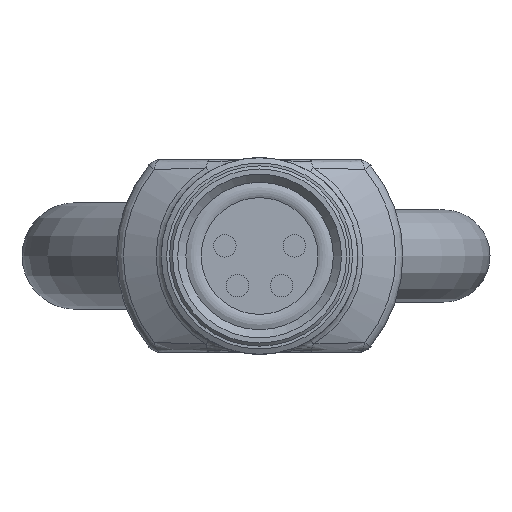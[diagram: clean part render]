
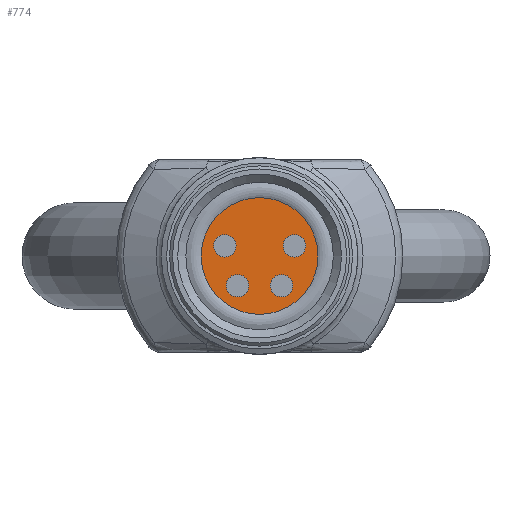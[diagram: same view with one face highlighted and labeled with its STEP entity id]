
A CAD part, left-side view. The second image highlights one B-rep face of the part: STEP entity #774.
In plain terms, the highlighted planar face has unit normal (-1, 0, 0).
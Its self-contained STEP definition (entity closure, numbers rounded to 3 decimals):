
#774=ADVANCED_FACE('',(#1627,#1628,#1629,#1630,#1631),#864,.F.);
#864=PLANE('',#5277);
#1627=FACE_BOUND('',#1945,.T.);
#1628=FACE_BOUND('',#1946,.T.);
#1629=FACE_BOUND('',#1947,.T.);
#1630=FACE_BOUND('',#1948,.T.);
#1631=FACE_BOUND('',#1949,.T.);
#1945=EDGE_LOOP('',(#3221));
#1946=EDGE_LOOP('',(#3222));
#1947=EDGE_LOOP('',(#3223));
#1948=EDGE_LOOP('',(#3224));
#1949=EDGE_LOOP('',(#3225));
#3221=ORIENTED_EDGE('',*,*,#4405,.F.);
#3222=ORIENTED_EDGE('',*,*,#4404,.F.);
#3223=ORIENTED_EDGE('',*,*,#4403,.F.);
#3224=ORIENTED_EDGE('',*,*,#4402,.F.);
#3225=ORIENTED_EDGE('',*,*,#4406,.F.);
#3738=VERTEX_POINT('',#11083);
#3739=VERTEX_POINT('',#11086);
#3740=VERTEX_POINT('',#11089);
#3741=VERTEX_POINT('',#11092);
#3742=VERTEX_POINT('',#11095);
#4402=EDGE_CURVE('',#3738,#3738,#4746,.T.);
#4403=EDGE_CURVE('',#3739,#3739,#4747,.T.);
#4404=EDGE_CURVE('',#3740,#3740,#4748,.T.);
#4405=EDGE_CURVE('',#3741,#3741,#4749,.T.);
#4406=EDGE_CURVE('',#3742,#3742,#4750,.T.);
#4746=CIRCLE('',#5268,0.55);
#4747=CIRCLE('',#5270,0.55);
#4748=CIRCLE('',#5272,0.55);
#4749=CIRCLE('',#5274,0.55);
#4750=CIRCLE('',#5276,2.85);
#5268=AXIS2_PLACEMENT_3D('',#11082,#6582,#6583);
#5270=AXIS2_PLACEMENT_3D('',#11085,#6586,#6587);
#5272=AXIS2_PLACEMENT_3D('',#11088,#6590,#6591);
#5274=AXIS2_PLACEMENT_3D('',#11091,#6594,#6595);
#5276=AXIS2_PLACEMENT_3D('',#11094,#6598,#6599);
#5277=AXIS2_PLACEMENT_3D('',#11096,#6600,#6601);
#6582=DIRECTION('',(-1.,0.,0.));
#6583=DIRECTION('',(0.,1.,0.));
#6586=DIRECTION('',(-1.,0.,0.));
#6587=DIRECTION('',(0.,1.,0.));
#6590=DIRECTION('',(-1.,0.,0.));
#6591=DIRECTION('',(0.,1.,0.));
#6594=DIRECTION('',(-1.,0.,0.));
#6595=DIRECTION('',(0.,1.,0.));
#6598=DIRECTION('',(1.,0.,0.));
#6599=DIRECTION('',(0.,0.,-1.));
#6600=DIRECTION('',(1.,0.,0.));
#6601=DIRECTION('',(0.,0.,1.));
#11082=CARTESIAN_POINT('',(-7.2,1.075,-1.45));
#11083=CARTESIAN_POINT('',(-7.2,1.625,-1.45));
#11085=CARTESIAN_POINT('',(-7.2,-1.075,-1.45));
#11086=CARTESIAN_POINT('',(-7.2,-0.525,-1.45));
#11088=CARTESIAN_POINT('',(-7.2,-1.7,0.5));
#11089=CARTESIAN_POINT('',(-7.2,-1.15,0.5));
#11091=CARTESIAN_POINT('',(-7.2,1.7,0.5));
#11092=CARTESIAN_POINT('',(-7.2,2.25,0.5));
#11094=CARTESIAN_POINT('',(-7.2,0.,0.));
#11095=CARTESIAN_POINT('',(-7.2,0.,-2.85));
#11096=CARTESIAN_POINT('',(-7.2,0.,0.));
